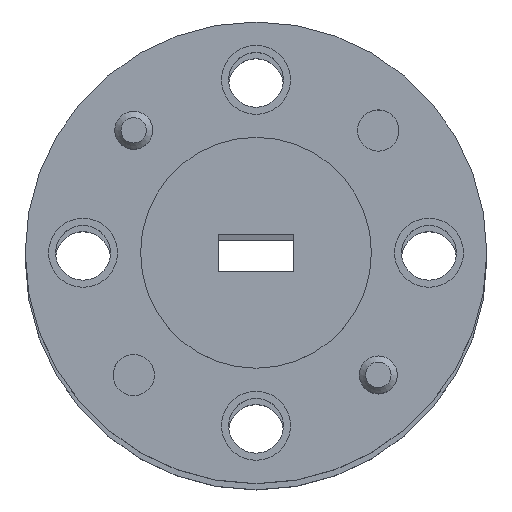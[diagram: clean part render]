
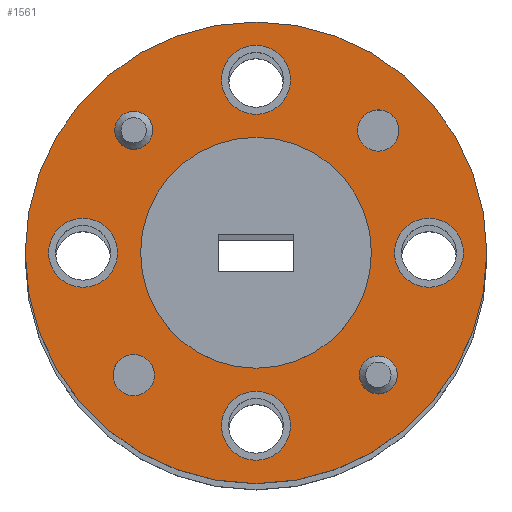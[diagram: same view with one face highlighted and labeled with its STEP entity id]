
A CAD part, top view. The second image highlights one B-rep face of the part: STEP entity #1561.
In plain terms, the highlighted planar face has unit normal (0, 0, 1).
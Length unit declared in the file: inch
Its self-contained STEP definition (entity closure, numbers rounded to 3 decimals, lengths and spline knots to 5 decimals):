
#29 = ORIENTED_EDGE ( 'NONE', *, *, #1183, .F. ) ;
#52 = AXIS2_PLACEMENT_3D ( 'NONE', #1184, #1304, #754 ) ;
#72 = EDGE_LOOP ( 'NONE', ( #618 ) ) ;
#76 = DIRECTION ( 'NONE',  ( 0., 0., 1. ) ) ;
#86 = CARTESIAN_POINT ( 'NONE',  ( 0., 0., 0. ) ) ;
#87 = FACE_OUTER_BOUND ( 'NONE', #467, .T. ) ;
#91 = DIRECTION ( 'NONE',  ( 0., 0., 1. ) ) ;
#105 = EDGE_CURVE ( 'NONE', #1367, #1367, #645, .T. ) ;
#123 = AXIS2_PLACEMENT_3D ( 'NONE', #86, #1074, #358 ) ;
#127 = CARTESIAN_POINT ( 'NONE',  ( 0.337, 0., 0. ) ) ;
#167 = CARTESIAN_POINT ( 'NONE',  ( 0., 0., 0. ) ) ;
#175 = AXIS2_PLACEMENT_3D ( 'NONE', #451, #1274, #1295 ) ;
#214 = VERTEX_POINT ( 'NONE', #267 ) ;
#217 = AXIS2_PLACEMENT_3D ( 'NONE', #1205, #771, #1756 ) ;
#218 = VERTEX_POINT ( 'NONE', #1664 ) ;
#267 = CARTESIAN_POINT ( 'NONE',  ( 0.375, 0., 0. ) ) ;
#296 = CARTESIAN_POINT ( 'NONE',  ( -0.1987, 0.1987, 0. ) ) ;
#317 = CARTESIAN_POINT ( 'NONE',  ( -0.281, 0., 0. ) ) ;
#327 = FACE_BOUND ( 'NONE', #756, .T. ) ;
#342 = DIRECTION ( 'NONE',  ( 0., 0., 1. ) ) ;
#347 = CARTESIAN_POINT ( 'NONE',  ( 0.281, 0., 0. ) ) ;
#358 = DIRECTION ( 'NONE',  ( 1., 0., 0. ) ) ;
#378 = FACE_BOUND ( 'NONE', #1153, .T. ) ;
#380 = DIRECTION ( 'NONE',  ( 0., 0., 1. ) ) ;
#415 = EDGE_CURVE ( 'NONE', #519, #519, #466, .T. ) ;
#418 = CARTESIAN_POINT ( 'NONE',  ( 0.056, 0.281, 0. ) ) ;
#425 = EDGE_LOOP ( 'NONE', ( #613 ) ) ;
#436 = CIRCLE ( 'NONE', #1187, 0.056 ) ;
#451 = CARTESIAN_POINT ( 'NONE',  ( 0., 0.281, 0. ) ) ;
#466 = CIRCLE ( 'NONE', #999, 0.03075 ) ;
#467 = EDGE_LOOP ( 'NONE', ( #1587 ) ) ;
#519 = VERTEX_POINT ( 'NONE', #1372 ) ;
#572 = EDGE_CURVE ( 'NONE', #218, #218, #908, .T. ) ;
#601 = ORIENTED_EDGE ( 'NONE', *, *, #1471, .F. ) ;
#613 = ORIENTED_EDGE ( 'NONE', *, *, #105, .F. ) ;
#618 = ORIENTED_EDGE ( 'NONE', *, *, #840, .F. ) ;
#645 = CIRCLE ( 'NONE', #862, 0.0335 ) ;
#646 = ORIENTED_EDGE ( 'NONE', *, *, #415, .F. ) ;
#649 = CARTESIAN_POINT ( 'NONE',  ( 0., -0.281, 0. ) ) ;
#656 = CARTESIAN_POINT ( 'NONE',  ( 0.1987, 0.1987, 0. ) ) ;
#668 = CARTESIAN_POINT ( 'NONE',  ( 0.2322, 0.1987, 0. ) ) ;
#680 = CIRCLE ( 'NONE', #175, 0.056 ) ;
#699 = CIRCLE ( 'NONE', #123, 0.375 ) ;
#722 = FACE_BOUND ( 'NONE', #1155, .T. ) ;
#743 = CIRCLE ( 'NONE', #217, 0.0335 ) ;
#754 = DIRECTION ( 'NONE',  ( 1., 0., 0. ) ) ;
#756 = EDGE_LOOP ( 'NONE', ( #29 ) ) ;
#771 = DIRECTION ( 'NONE',  ( 0., 0., 1. ) ) ;
#772 = EDGE_LOOP ( 'NONE', ( #646 ) ) ;
#840 = EDGE_CURVE ( 'NONE', #879, #879, #1207, .T. ) ;
#843 = AXIS2_PLACEMENT_3D ( 'NONE', #1052, #91, #1040 ) ;
#862 = AXIS2_PLACEMENT_3D ( 'NONE', #656, #1224, #1218 ) ;
#874 = DIRECTION ( 'NONE',  ( 0., 0., 1. ) ) ;
#879 = VERTEX_POINT ( 'NONE', #958 ) ;
#882 = PLANE ( 'NONE',  #52 ) ;
#901 = FACE_BOUND ( 'NONE', #425, .T. ) ;
#908 = CIRCLE ( 'NONE', #1625, 0.1875 ) ;
#958 = CARTESIAN_POINT ( 'NONE',  ( 0.056, -0.281, 0. ) ) ;
#984 = EDGE_LOOP ( 'NONE', ( #1249 ) ) ;
#999 = AXIS2_PLACEMENT_3D ( 'NONE', #296, #1686, #1708 ) ;
#1034 = VERTEX_POINT ( 'NONE', #1275 ) ;
#1040 = DIRECTION ( 'NONE',  ( 1., 0., 0. ) ) ;
#1043 = AXIS2_PLACEMENT_3D ( 'NONE', #649, #380, #1371 ) ;
#1052 = CARTESIAN_POINT ( 'NONE',  ( 0.1987, -0.1987, 0. ) ) ;
#1074 = DIRECTION ( 'NONE',  ( 0., 0., 1. ) ) ;
#1099 = FACE_BOUND ( 'NONE', #1355, .T. ) ;
#1130 = ORIENTED_EDGE ( 'NONE', *, *, #1709, .F. ) ;
#1153 = EDGE_LOOP ( 'NONE', ( #1311 ) ) ;
#1155 = EDGE_LOOP ( 'NONE', ( #601 ) ) ;
#1164 = VERTEX_POINT ( 'NONE', #1810 ) ;
#1183 = EDGE_CURVE ( 'NONE', #1235, #1235, #680, .T. ) ;
#1184 = CARTESIAN_POINT ( 'NONE',  ( 0., 0., 0. ) ) ;
#1187 = AXIS2_PLACEMENT_3D ( 'NONE', #317, #342, #1477 ) ;
#1205 = CARTESIAN_POINT ( 'NONE',  ( -0.1987, -0.1987, 0. ) ) ;
#1207 = CIRCLE ( 'NONE', #1043, 0.056 ) ;
#1218 = DIRECTION ( 'NONE',  ( 1., 0., 0. ) ) ;
#1224 = DIRECTION ( 'NONE',  ( 0., 0., 1. ) ) ;
#1235 = VERTEX_POINT ( 'NONE', #418 ) ;
#1249 = ORIENTED_EDGE ( 'NONE', *, *, #1448, .F. ) ;
#1258 = CARTESIAN_POINT ( 'NONE',  ( -0.1652, -0.1987, 0. ) ) ;
#1274 = DIRECTION ( 'NONE',  ( 0., 0., 1. ) ) ;
#1275 = CARTESIAN_POINT ( 'NONE',  ( 0.22945, -0.1987, 0. ) ) ;
#1279 = FACE_BOUND ( 'NONE', #72, .T. ) ;
#1295 = DIRECTION ( 'NONE',  ( 1., 0., 0. ) ) ;
#1304 = DIRECTION ( 'NONE',  ( 0., 0., 1. ) ) ;
#1311 = ORIENTED_EDGE ( 'NONE', *, *, #1349, .F. ) ;
#1342 = CIRCLE ( 'NONE', #1816, 0.056 ) ;
#1349 = EDGE_CURVE ( 'NONE', #1164, #1164, #436, .T. ) ;
#1355 = EDGE_LOOP ( 'NONE', ( #1489 ) ) ;
#1367 = VERTEX_POINT ( 'NONE', #668 ) ;
#1371 = DIRECTION ( 'NONE',  ( 1., 0., 0. ) ) ;
#1372 = CARTESIAN_POINT ( 'NONE',  ( -0.16795, 0.1987, 0. ) ) ;
#1448 = EDGE_CURVE ( 'NONE', #1479, #1479, #1342, .T. ) ;
#1471 = EDGE_CURVE ( 'NONE', #1034, #1034, #1605, .T. ) ;
#1477 = DIRECTION ( 'NONE',  ( 1., 0., 0. ) ) ;
#1479 = VERTEX_POINT ( 'NONE', #127 ) ;
#1485 = DIRECTION ( 'NONE',  ( 1., 0., 0. ) ) ;
#1489 = ORIENTED_EDGE ( 'NONE', *, *, #572, .F. ) ;
#1498 = VERTEX_POINT ( 'NONE', #1258 ) ;
#1544 = FACE_BOUND ( 'NONE', #772, .T. ) ;
#1561 = ADVANCED_FACE ( 'NONE', ( #722, #1544, #327, #1279, #378, #1820, #901, #1563, #1099, #87 ), #882, .T. ) ;
#1563 = FACE_BOUND ( 'NONE', #1609, .T. ) ;
#1587 = ORIENTED_EDGE ( 'NONE', *, *, #1673, .T. ) ;
#1605 = CIRCLE ( 'NONE', #843, 0.03075 ) ;
#1609 = EDGE_LOOP ( 'NONE', ( #1130 ) ) ;
#1625 = AXIS2_PLACEMENT_3D ( 'NONE', #167, #874, #1733 ) ;
#1664 = CARTESIAN_POINT ( 'NONE',  ( 0.1875, 0., 0. ) ) ;
#1673 = EDGE_CURVE ( 'NONE', #214, #214, #699, .T. ) ;
#1686 = DIRECTION ( 'NONE',  ( 0., 0., 1. ) ) ;
#1708 = DIRECTION ( 'NONE',  ( 1., 0., 0. ) ) ;
#1709 = EDGE_CURVE ( 'NONE', #1498, #1498, #743, .T. ) ;
#1733 = DIRECTION ( 'NONE',  ( 1., 0., 0. ) ) ;
#1756 = DIRECTION ( 'NONE',  ( 1., 0., 0. ) ) ;
#1810 = CARTESIAN_POINT ( 'NONE',  ( -0.225, 0., 0. ) ) ;
#1816 = AXIS2_PLACEMENT_3D ( 'NONE', #347, #76, #1485 ) ;
#1820 = FACE_BOUND ( 'NONE', #984, .T. ) ;
